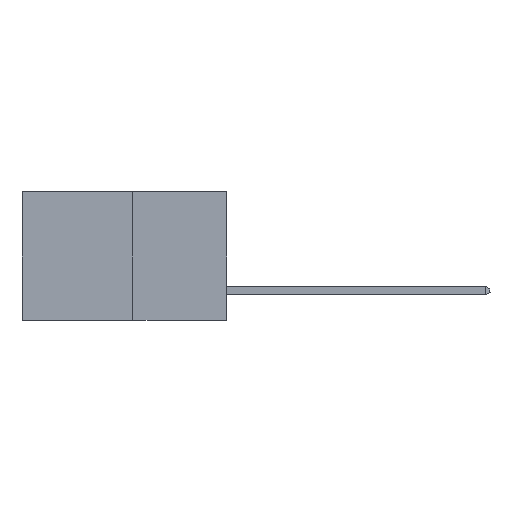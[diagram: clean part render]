
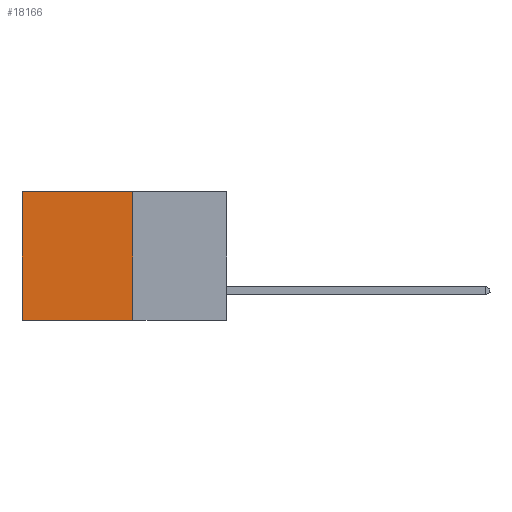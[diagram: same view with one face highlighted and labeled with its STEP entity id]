
A CAD part, left-side view. The second image highlights one B-rep face of the part: STEP entity #18166.
In plain terms, the highlighted planar face has unit normal (-1, 0, 0).
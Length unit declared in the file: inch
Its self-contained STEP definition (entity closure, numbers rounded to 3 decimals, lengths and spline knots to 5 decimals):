
#1257 = DIRECTION ( 'NONE',  ( 0., 0., -1. ) ) ;
#1429 = CARTESIAN_POINT ( 'NONE',  ( 0.277, 0.27, 0. ) ) ;
#3540 = ORIENTED_EDGE ( 'NONE', *, *, #7788, .T. ) ;
#3752 = ORIENTED_EDGE ( 'NONE', *, *, #11399, .F. ) ;
#4196 = VERTEX_POINT ( 'NONE', #10582 ) ;
#4750 = VECTOR ( 'NONE', #6381, 39.37008 ) ;
#5190 = ORIENTED_EDGE ( 'NONE', *, *, #18899, .F. ) ;
#6381 = DIRECTION ( 'NONE',  ( 0., 0., -1. ) ) ;
#6992 = CARTESIAN_POINT ( 'NONE',  ( 0.277, 0.59, -0.37 ) ) ;
#7178 = EDGE_LOOP ( 'NONE', ( #12519, #3752, #5190, #3540 ) ) ;
#7502 = VERTEX_POINT ( 'NONE', #1429 ) ;
#7788 = EDGE_CURVE ( 'NONE', #7502, #4196, #16331, .T. ) ;
#7789 = DIRECTION ( 'NONE',  ( 0., 0., -1. ) ) ;
#7850 = VECTOR ( 'NONE', #7789, 39.37008 ) ;
#8322 = LINE ( 'NONE', #13894, #7850 ) ;
#8508 = VERTEX_POINT ( 'NONE', #11702 ) ;
#10294 = PLANE ( 'NONE',  #17368 ) ;
#10360 = DIRECTION ( 'NONE',  ( 1., 0., 0. ) ) ;
#10575 = VERTEX_POINT ( 'NONE', #6992 ) ;
#10581 = LINE ( 'NONE', #16483, #18037 ) ;
#10582 = CARTESIAN_POINT ( 'NONE',  ( 0.277, 0.59, 0. ) ) ;
#10940 = FACE_OUTER_BOUND ( 'NONE', #7178, .T. ) ;
#11399 = EDGE_CURVE ( 'NONE', #8508, #10575, #10581, .T. ) ;
#11702 = CARTESIAN_POINT ( 'NONE',  ( 0.277, 0.27, -0.37 ) ) ;
#12519 = ORIENTED_EDGE ( 'NONE', *, *, #17716, .T. ) ;
#13719 = CARTESIAN_POINT ( 'NONE',  ( 0.277, 0.27, 0. ) ) ;
#13894 = CARTESIAN_POINT ( 'NONE',  ( 0.277, 0.59, -0.37 ) ) ;
#13923 = CARTESIAN_POINT ( 'NONE',  ( 0.277, 0.27, -0.37 ) ) ;
#15870 = VECTOR ( 'NONE', #16504, 39.37008 ) ;
#16331 = LINE ( 'NONE', #13719, #15870 ) ;
#16337 = CARTESIAN_POINT ( 'NONE',  ( 0.277, 0.27, -0.37 ) ) ;
#16483 = CARTESIAN_POINT ( 'NONE',  ( 0.277, 0.27, -0.37 ) ) ;
#16504 = DIRECTION ( 'NONE',  ( 0., 1., 0. ) ) ;
#16751 = LINE ( 'NONE', #13923, #4750 ) ;
#17368 = AXIS2_PLACEMENT_3D ( 'NONE', #16337, #10360, #1257 ) ;
#17716 = EDGE_CURVE ( 'NONE', #4196, #10575, #8322, .T. ) ;
#17951 = DIRECTION ( 'NONE',  ( 0., 1., 0. ) ) ;
#18037 = VECTOR ( 'NONE', #17951, 39.37008 ) ;
#18166 = ADVANCED_FACE ( 'NONE', ( #10940 ), #10294, .F. ) ;
#18899 = EDGE_CURVE ( 'NONE', #7502, #8508, #16751, .T. ) ;
